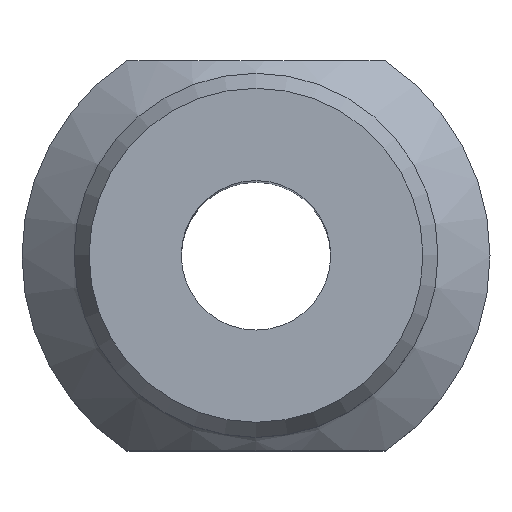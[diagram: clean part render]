
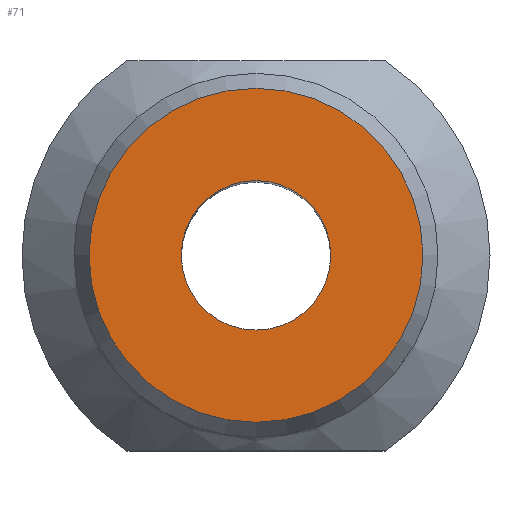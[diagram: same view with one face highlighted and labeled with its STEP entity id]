
A CAD part, top view. The second image highlights one B-rep face of the part: STEP entity #71.
In plain terms, the highlighted planar face has unit normal (0, 0, 1).
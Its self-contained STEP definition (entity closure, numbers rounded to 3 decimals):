
#35=PLANE('',#408);
#71=ADVANCED_FACE('',(#114,#115),#35,.F.);
#114=FACE_BOUND('',#158,.T.);
#115=FACE_BOUND('',#159,.T.);
#158=EDGE_LOOP('',(#218));
#159=EDGE_LOOP('',(#219));
#218=ORIENTED_EDGE('',*,*,#324,.F.);
#219=ORIENTED_EDGE('',*,*,#325,.T.);
#290=VERTEX_POINT('',#624);
#291=VERTEX_POINT('',#626);
#324=EDGE_CURVE('',#290,#290,#354,.T.);
#325=EDGE_CURVE('',#291,#291,#355,.T.);
#354=CIRCLE('',#406,12.845);
#355=CIRCLE('',#407,5.75);
#406=AXIS2_PLACEMENT_3D('',#623,#485,#486);
#407=AXIS2_PLACEMENT_3D('',#625,#487,#488);
#408=AXIS2_PLACEMENT_3D('',#627,#489,#490);
#485=DIRECTION('',(0.,0.,-1.));
#486=DIRECTION('',(0.,-1.,0.));
#487=DIRECTION('',(0.,0.,-1.));
#488=DIRECTION('',(0.,-1.,0.));
#489=DIRECTION('',(0.,0.,-1.));
#490=DIRECTION('',(0.,-1.,0.));
#623=CARTESIAN_POINT('',(0.,0.,34.));
#624=CARTESIAN_POINT('',(0.,-12.845,34.));
#625=CARTESIAN_POINT('',(0.,0.,34.));
#626=CARTESIAN_POINT('',(0.,-5.75,34.));
#627=CARTESIAN_POINT('',(0.,-5.75,34.));
